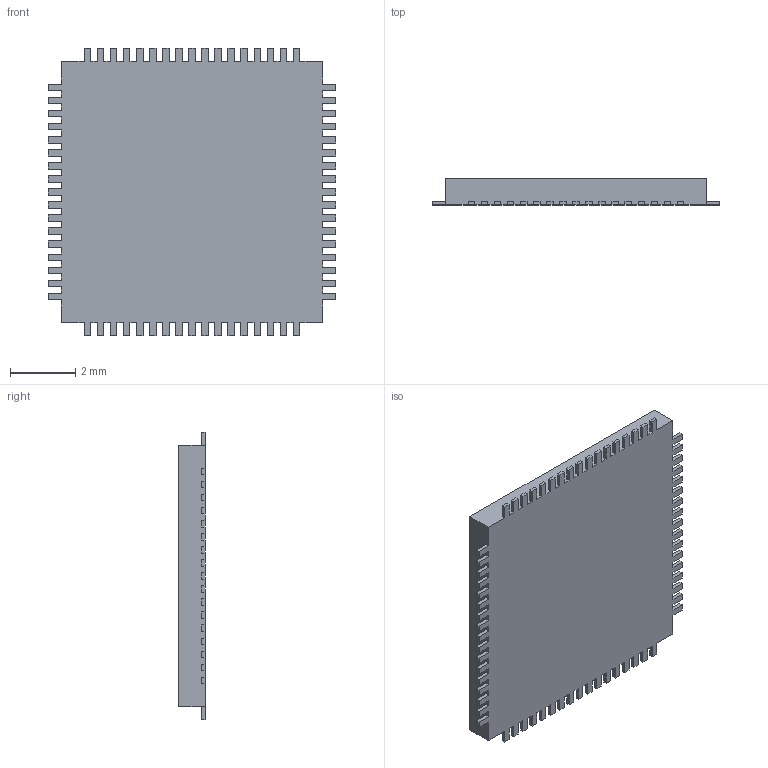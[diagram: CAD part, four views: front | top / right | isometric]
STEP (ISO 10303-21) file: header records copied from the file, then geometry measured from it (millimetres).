
FILE_DESCRIPTION(/* description */ (''),/* implementation_level */ '2;1');
FILE_NAME(/* name */ 'VIA VL805 PCIe USB 3.0 controller_ RPi4ModelB_ipt_5939d3f3.STEP',/* time_stamp */ '2024-05-28T14:34:06+01:00',/* author */ ('rlndo'),/* organization */ (''),/* preprocessor_version */ 'ST-DEVELOPER v16.13',/* originating_system */ 'Autodesk Inventor 2018',/* authorisation */ '');
FILE_SCHEMA (('AUTOMOTIVE_DESIGN { 1 0 10303 214 3 1 1 }'));
Length unit declared in the file: millimetre
Products named in the file (1): VIA VL805 PCIe USB 3.0 controller, RPi4ModelB
Bounding box: 8.8 x 0.8 x 8.8 mm (x, y, z)
Volume: 51.7 mm3; surface area: 170.3 mm2
Topology: 1 solids, 1 shells, 398 faces, 1140 edges, 760 vertices
Faces by surface type: plane 343, bspline 55
Entity records: 16451 total; most frequent: CARTESIAN_POINT 5946, ORIENTED_EDGE 2280, DIRECTION 1718, EDGE_CURVE 1140, LINE 1030, VECTOR 1030, VERTEX_POINT 760, EDGE_LOOP 414
